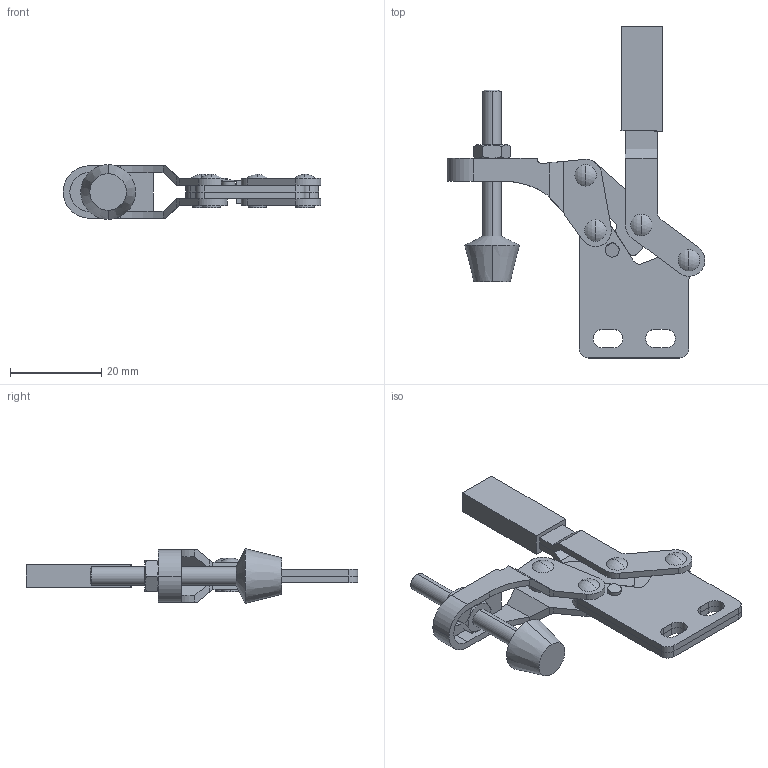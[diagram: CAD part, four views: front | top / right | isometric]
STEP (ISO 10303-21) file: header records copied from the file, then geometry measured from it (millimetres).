
FILE_DESCRIPTION (( 'STEP AP214' ), '1' );
FILE_NAME ('GH-14009(Â²¤Æ).STEP', '2020-05-14T07:46:52', ( 'LinWei' ), ( '' ), 'SwSTEP 2.0', 'SolidWorks 2016', '' );
FILE_SCHEMA (( 'AUTOMOTIVE_DESIGN' ));
Length unit declared in the file: millimetre
Products named in the file (6): Group5^GH-14009(簡化); Group4^GH-14009(簡化); Group3^GH-14009(簡化); Group2^GH-14009(簡化); Group1^GH-14009(簡化); GH-14009(簡化)
Assembly tree (5 placements, depth 2):
  GH-14009(簡化)
    Group1^GH-14009(簡化)
    Group2^GH-14009(簡化)
    Group3^GH-14009(簡化)
    Group4^GH-14009(簡化)
    Group5^GH-14009(簡化)
Bounding box: 56.5 x 72.72 x 12 mm (x, y, z)
Volume: 6572.4 mm3; surface area: 6991.8 mm2
Topology: 5 solids, 5 shells, 219 faces, 550 edges, 355 vertices
Faces by surface type: plane 105, cylinder 90, cone 14, sphere 8, bspline 2
Entity records: 7446 total; most frequent: CARTESIAN_POINT 1384, DIRECTION 1154, ORIENTED_EDGE 1100, EDGE_CURVE 550, AXIS2_PLACEMENT_3D 417, VERTEX_POINT 355, VECTOR 320, LINE 320
